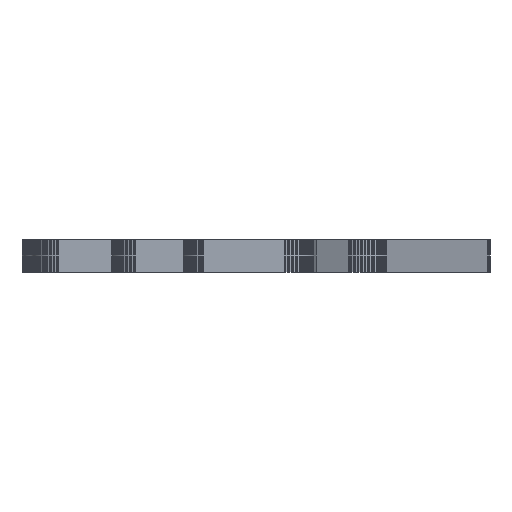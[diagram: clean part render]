
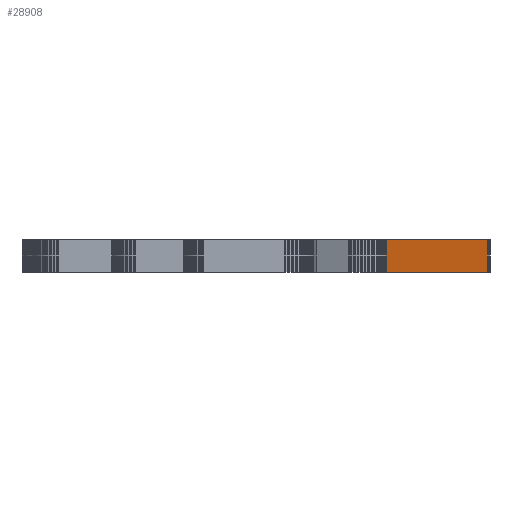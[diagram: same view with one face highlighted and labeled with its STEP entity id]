
A CAD part, left-side view. The second image highlights one B-rep face of the part: STEP entity #28908.
In plain terms, the highlighted planar face has unit normal (-0.454, -0.891, 0).
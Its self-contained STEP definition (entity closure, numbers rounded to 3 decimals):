
#312=PLANE('',#30361);
#1743=FACE_OUTER_BOUND('',#3184,.T.);
#3184=EDGE_LOOP('',(#22617,#22618,#22619,#22620));
#5518=LINE('',#41080,#9785);
#6319=LINE('',#42681,#10586);
#6320=LINE('',#42684,#10587);
#6321=LINE('',#42685,#10588);
#9785=VECTOR('',#32767,10.);
#10586=VECTOR('',#34102,10.);
#10587=VECTOR('',#34105,10.);
#10588=VECTOR('',#34106,10.);
#14073=VERTEX_POINT('',#41077);
#14074=VERTEX_POINT('',#41079);
#14607=VERTEX_POINT('',#42679);
#14608=VERTEX_POINT('',#42683);
#16950=EDGE_CURVE('',#14073,#14074,#5518,.T.);
#17751=EDGE_CURVE('',#14607,#14074,#6319,.T.);
#17752=EDGE_CURVE('',#14607,#14608,#6320,.T.);
#17753=EDGE_CURVE('',#14608,#14073,#6321,.T.);
#22617=ORIENTED_EDGE('',*,*,#17752,.F.);
#22618=ORIENTED_EDGE('',*,*,#17751,.T.);
#22619=ORIENTED_EDGE('',*,*,#16950,.F.);
#22620=ORIENTED_EDGE('',*,*,#17753,.F.);
#28908=ADVANCED_FACE('',(#1743),#312,.T.);
#30361=AXIS2_PLACEMENT_3D('',#42682,#34103,#34104);
#32767=DIRECTION('',(-0.891,0.454,0.));
#34102=DIRECTION('',(0.,0.,-1.));
#34103=DIRECTION('center_axis',(-0.454,-0.891,0.));
#34104=DIRECTION('ref_axis',(-0.891,0.454,0.));
#34105=DIRECTION('',(0.891,-0.454,0.));
#34106=DIRECTION('',(0.,0.,-1.));
#41077=CARTESIAN_POINT('',(100.988,-50.647,-12.1));
#41079=CARTESIAN_POINT('',(49.098,-24.208,-12.1));
#41080=CARTESIAN_POINT('',(49.098,-24.208,-12.1));
#42679=CARTESIAN_POINT('',(49.098,-24.208,-3.5));
#42681=CARTESIAN_POINT('',(49.098,-24.208,-3.5));
#42682=CARTESIAN_POINT('Origin',(100.988,-50.647,-3.5));
#42683=CARTESIAN_POINT('',(100.988,-50.647,-3.5));
#42684=CARTESIAN_POINT('',(49.098,-24.208,-3.5));
#42685=CARTESIAN_POINT('',(100.988,-50.647,-3.5));
